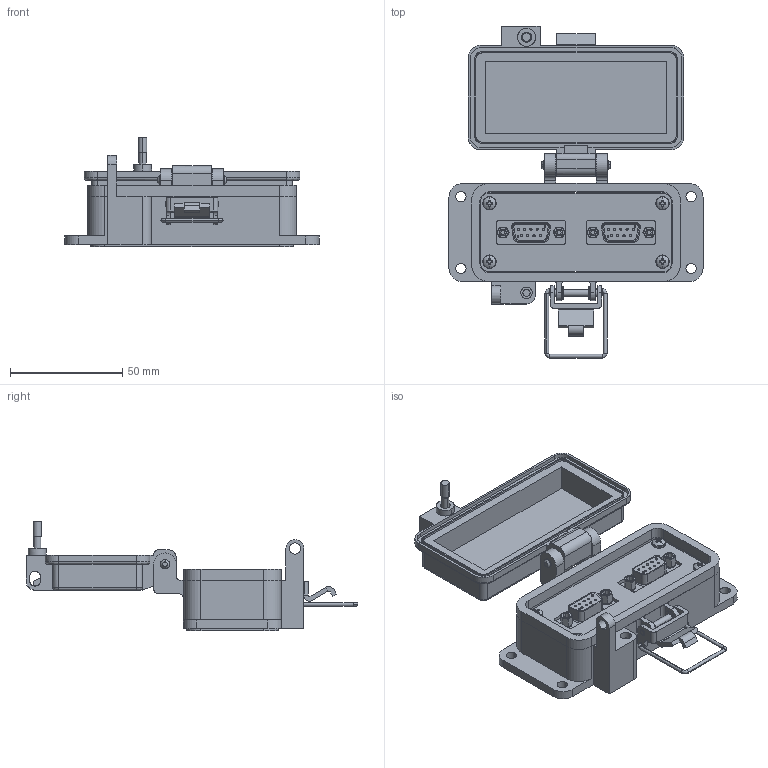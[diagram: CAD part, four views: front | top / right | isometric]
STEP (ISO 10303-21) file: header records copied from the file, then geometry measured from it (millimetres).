
FILE_DESCRIPTION (( 'STEP AP203' ), '1' );
FILE_NAME ('P-Q3#2-F3RX_3D.STEP', '2022-02-01T17:22:50', ( '' ), ( '' ), 'SwSTEP 2.0', 'SolidWorks 2021', '' );
FILE_SCHEMA (( 'CONFIG_CONTROL_DESIGN' ));
Length unit declared in the file: millimetre
Products named in the file (9): P-Q3#2-F3RX_BP240_1; Z-H-F3_B; P-Q3#2-F3RX_TP060_1; Q3; 92005A124_METRIC PAN HEAD PHILLIPS MACHINE SCREW_92005A124; -F3; P-Q3#2-F3RX_FP060_1; P-Q3#2-F3RX_3D; Z-000-4243316TFP
Assembly tree (15 placements, depth 3):
  P-Q3#2-F3RX_3D
    -F3
      Z-H-F3_B
    P-Q3#2-F3RX_BP240_1
    P-Q3#2-F3RX_FP060_1
    P-Q3#2-F3RX_TP060_1
    Z-000-4243316TFP  x4
    Q3  x2
    92005A124_METRIC PAN HEAD PHILLIPS MACHINE SCREW_92005A124  x4
Bounding box: 113 x 147.61 x 48.92 mm (x, y, z)
Volume: 92336.8 mm3; surface area: 72865.5 mm2
Topology: 35 solids, 35 shells, 2690 faces, 7266 edges, 4738 vertices
Faces by surface type: cylinder 1149, plane 919, bspline 398, cone 200, torus 16, sphere 8
Entity records: 56048 total; most frequent: CARTESIAN_POINT 21421, ORIENTED_EDGE 7576, DIRECTION 6157, EDGE_CURVE 3788, VERTEX_POINT 2473, AXIS2_PLACEMENT_3D 2056, VECTOR 2045, LINE 2045
